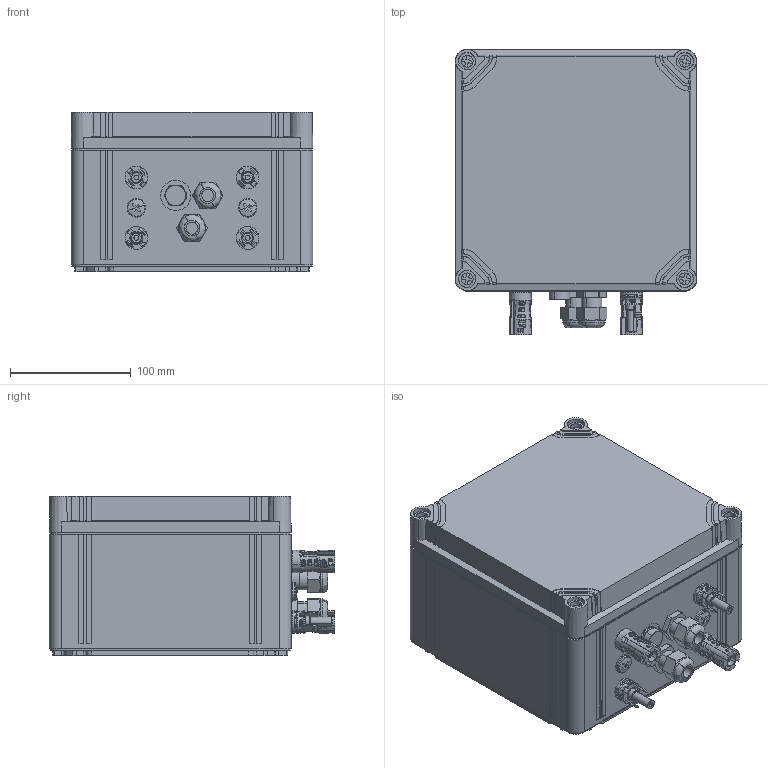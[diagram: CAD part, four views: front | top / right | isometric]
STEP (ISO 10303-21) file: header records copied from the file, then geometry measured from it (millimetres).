
FILE_DESCRIPTION(('CATIA V5 STEP Exchange','CAx-IF Rec.Pracs.--- Model Styling and Organization---1.4--- 2014-01-23'),'2;1');
FILE_NAME ('D1574402_0', '2023-05-16T09:57:18+00:00', ('none'), ('Weidmueller'), 'CATIA Version 5-6 Release 2016 SP3 HF44', 'CATIA V5 STEP AP214', 'none');
FILE_SCHEMA(('AUTOMOTIVE_DESIGN { 1 0 10303 214 1 1 1 1 }'));
Products named in the file (1): S3D_PVN_DC_1I_1O_1MPP_SPD1R_EVO_11
Bounding box: 200 x 236.03 x 132 mm (x, y, z)
Volume: 5074973.5 mm3; surface area: 318909.8 mm2
Topology: 15 solids, 15 shells, 1625 faces, 4902 edges, 3396 vertices
Faces by surface type: plane 789, cylinder 508, extrusion 174, bspline 70, torus 44, cone 36, sphere 4
Entity records: 69680 total; most frequent: CARTESIAN_POINT 28690, ORIENTED_EDGE 9800, DIRECTION 5370, EDGE_CURVE 4900, VERTEX_POINT 3396, VECTOR 2515, LINE 2341, AXIS2_PLACEMENT_3D 1968
